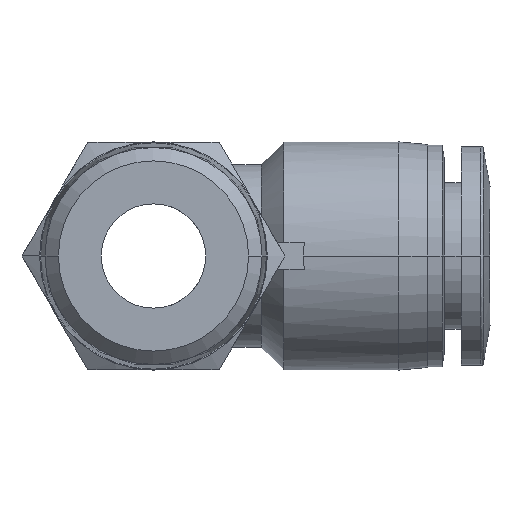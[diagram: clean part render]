
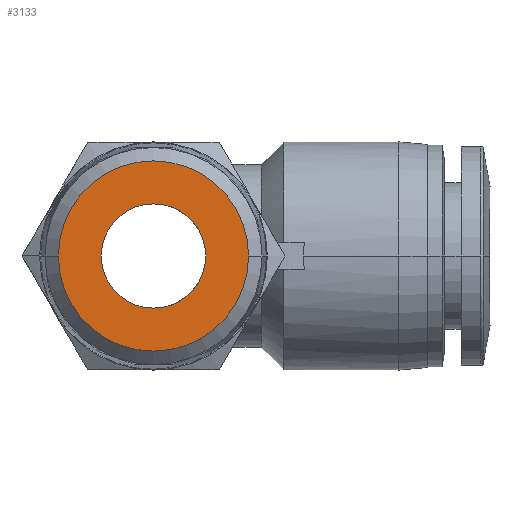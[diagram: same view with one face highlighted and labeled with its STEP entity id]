
A CAD part, front view. The second image highlights one B-rep face of the part: STEP entity #3133.
In plain terms, the highlighted planar face has unit normal (0, -1, 0).
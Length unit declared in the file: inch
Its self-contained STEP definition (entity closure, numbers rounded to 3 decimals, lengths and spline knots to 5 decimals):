
#43 = VERTEX_POINT ( 'NONE', #404 ) ;
#95 = DIRECTION ( 'NONE',  ( 0., 1., 0. ) ) ;
#168 = VERTEX_POINT ( 'NONE', #2717 ) ;
#404 = CARTESIAN_POINT ( 'NONE',  ( 0.15748, -0.68898, 0. ) ) ;
#431 = AXIS2_PLACEMENT_3D ( 'NONE', #2307, #5580, #2796 ) ;
#453 = DIRECTION ( 'NONE',  ( 1., 0., 0. ) ) ;
#550 = VERTEX_POINT ( 'NONE', #2267 ) ;
#567 = AXIS2_PLACEMENT_3D ( 'NONE', #5537, #5592, #5609 ) ;
#896 = DIRECTION ( 'NONE',  ( 0., -1., 0. ) ) ;
#962 = EDGE_CURVE ( 'NONE', #550, #43, #2507, .T. ) ;
#1478 = CIRCLE ( 'NONE', #431, 0.28703 ) ;
#1519 = AXIS2_PLACEMENT_3D ( 'NONE', #2825, #95, #3280 ) ;
#1552 = CIRCLE ( 'NONE', #5813, 0.28703 ) ;
#2267 = CARTESIAN_POINT ( 'NONE',  ( -0.15748, -0.68898, 0. ) ) ;
#2307 = CARTESIAN_POINT ( 'NONE',  ( 0., -0.68898, 0. ) ) ;
#2507 = CIRCLE ( 'NONE', #567, 0.15748 ) ;
#2671 = AXIS2_PLACEMENT_3D ( 'NONE', #5936, #3181, #453 ) ;
#2717 = CARTESIAN_POINT ( 'NONE',  ( 0.28703, -0.68898, 0. ) ) ;
#2796 = DIRECTION ( 'NONE',  ( -1., 0., 0. ) ) ;
#2825 = CARTESIAN_POINT ( 'NONE',  ( 0., -0.68898, 0. ) ) ;
#3133 = ADVANCED_FACE ( 'NONE', ( #5635, #3308 ), #5919, .T. ) ;
#3181 = DIRECTION ( 'NONE',  ( 0., -1., 0. ) ) ;
#3200 = EDGE_CURVE ( 'NONE', #168, #3374, #1478, .T. ) ;
#3225 = ORIENTED_EDGE ( 'NONE', *, *, #4664, .T. ) ;
#3280 = DIRECTION ( 'NONE',  ( -1., 0., 0. ) ) ;
#3308 = FACE_OUTER_BOUND ( 'NONE', #4553, .T. ) ;
#3317 = CARTESIAN_POINT ( 'NONE',  ( -0.28703, -0.68898, 0. ) ) ;
#3374 = VERTEX_POINT ( 'NONE', #3317 ) ;
#3648 = CARTESIAN_POINT ( 'NONE',  ( 0., -0.68898, 0. ) ) ;
#4127 = DIRECTION ( 'NONE',  ( -1., 0., 0. ) ) ;
#4339 = EDGE_CURVE ( 'NONE', #43, #550, #5815, .T. ) ;
#4406 = ORIENTED_EDGE ( 'NONE', *, *, #3200, .T. ) ;
#4553 = EDGE_LOOP ( 'NONE', ( #3225, #4406 ) ) ;
#4575 = EDGE_LOOP ( 'NONE', ( #5286, #5814 ) ) ;
#4664 = EDGE_CURVE ( 'NONE', #3374, #168, #1552, .T. ) ;
#5286 = ORIENTED_EDGE ( 'NONE', *, *, #962, .T. ) ;
#5537 = CARTESIAN_POINT ( 'NONE',  ( 0., -0.68898, 0. ) ) ;
#5580 = DIRECTION ( 'NONE',  ( 0., -1., 0. ) ) ;
#5592 = DIRECTION ( 'NONE',  ( 0., 1., 0. ) ) ;
#5609 = DIRECTION ( 'NONE',  ( -1., 0., 0. ) ) ;
#5635 = FACE_BOUND ( 'NONE', #4575, .T. ) ;
#5813 = AXIS2_PLACEMENT_3D ( 'NONE', #3648, #896, #4127 ) ;
#5814 = ORIENTED_EDGE ( 'NONE', *, *, #4339, .T. ) ;
#5815 = CIRCLE ( 'NONE', #1519, 0.15748 ) ;
#5919 = PLANE ( 'NONE',  #2671 ) ;
#5936 = CARTESIAN_POINT ( 'NONE',  ( -0.14352, -0.68898, 0. ) ) ;
